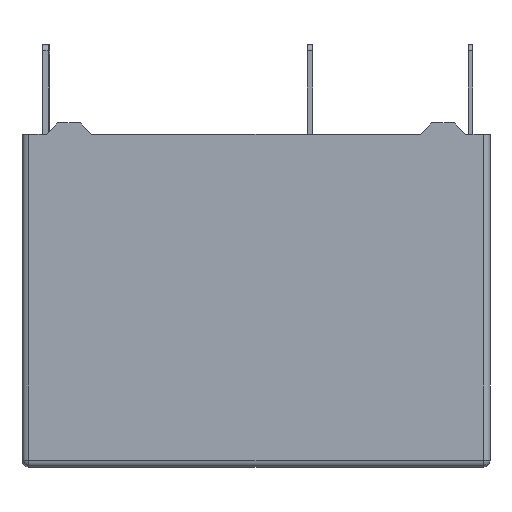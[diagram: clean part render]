
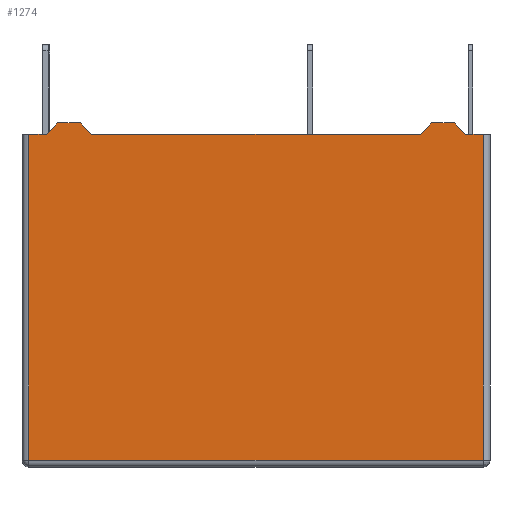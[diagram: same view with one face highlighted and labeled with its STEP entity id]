
A CAD part, front view. The second image highlights one B-rep face of the part: STEP entity #1274.
In plain terms, the highlighted free-form (B-spline) face has degree [1, 1] with [2, 2] control points.
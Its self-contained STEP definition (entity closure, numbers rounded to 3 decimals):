
#1274 = ADVANCED_FACE('',(#1275),#1373,.T.);
#1275 = FACE_BOUND('',#1276,.T.);
#1276 = EDGE_LOOP('',(#1277,#1287,#1295,#1303,#1311,#1319,#1327,#1335,
    #1343,#1351,#1359,#1367));
#1277 = ORIENTED_EDGE('',*,*,#1278,.T.);
#1278 = EDGE_CURVE('',#1279,#1281,#1283,.T.);
#1279 = VERTEX_POINT('',#1280);
#1280 = CARTESIAN_POINT('',(-0.7,-1.1,0.));
#1281 = VERTEX_POINT('',#1282);
#1282 = CARTESIAN_POINT('',(-0.7,-1.1,-14.2));
#1283 = LINE('',#1284,#1285);
#1284 = CARTESIAN_POINT('',(-0.7,-1.1,0.));
#1285 = VECTOR('',#1286,1.);
#1286 = DIRECTION('',(0.,0.,-1.));
#1287 = ORIENTED_EDGE('',*,*,#1288,.T.);
#1288 = EDGE_CURVE('',#1281,#1289,#1291,.T.);
#1289 = VERTEX_POINT('',#1290);
#1290 = CARTESIAN_POINT('',(19.1,-1.1,-14.2));
#1291 = LINE('',#1292,#1293);
#1292 = CARTESIAN_POINT('',(-0.7,-1.1,-14.2));
#1293 = VECTOR('',#1294,1.);
#1294 = DIRECTION('',(1.,0.,0.));
#1295 = ORIENTED_EDGE('',*,*,#1296,.T.);
#1296 = EDGE_CURVE('',#1289,#1297,#1299,.T.);
#1297 = VERTEX_POINT('',#1298);
#1298 = CARTESIAN_POINT('',(19.1,-1.1,0.));
#1299 = LINE('',#1300,#1301);
#1300 = CARTESIAN_POINT('',(19.1,-1.1,-14.2));
#1301 = VECTOR('',#1302,1.);
#1302 = DIRECTION('',(0.,0.,1.));
#1303 = ORIENTED_EDGE('',*,*,#1304,.T.);
#1304 = EDGE_CURVE('',#1297,#1305,#1307,.T.);
#1305 = VERTEX_POINT('',#1306);
#1306 = CARTESIAN_POINT('',(18.35,-1.1,0.));
#1307 = LINE('',#1308,#1309);
#1308 = CARTESIAN_POINT('',(19.1,-1.1,0.));
#1309 = VECTOR('',#1310,1.);
#1310 = DIRECTION('',(-1.,0.,0.));
#1311 = ORIENTED_EDGE('',*,*,#1312,.T.);
#1312 = EDGE_CURVE('',#1305,#1313,#1315,.T.);
#1313 = VERTEX_POINT('',#1314);
#1314 = CARTESIAN_POINT('',(17.85,-1.1,0.5));
#1315 = LINE('',#1316,#1317);
#1316 = CARTESIAN_POINT('',(18.35,-1.1,0.));
#1317 = VECTOR('',#1318,1.);
#1318 = DIRECTION('',(-0.707,0.,0.707));
#1319 = ORIENTED_EDGE('',*,*,#1320,.T.);
#1320 = EDGE_CURVE('',#1313,#1321,#1323,.T.);
#1321 = VERTEX_POINT('',#1322);
#1322 = CARTESIAN_POINT('',(16.85,-1.1,0.5));
#1323 = LINE('',#1324,#1325);
#1324 = CARTESIAN_POINT('',(17.85,-1.1,0.5));
#1325 = VECTOR('',#1326,1.);
#1326 = DIRECTION('',(-1.,0.,0.));
#1327 = ORIENTED_EDGE('',*,*,#1328,.T.);
#1328 = EDGE_CURVE('',#1321,#1329,#1331,.T.);
#1329 = VERTEX_POINT('',#1330);
#1330 = CARTESIAN_POINT('',(16.35,-1.1,0.));
#1331 = LINE('',#1332,#1333);
#1332 = CARTESIAN_POINT('',(16.85,-1.1,0.5));
#1333 = VECTOR('',#1334,1.);
#1334 = DIRECTION('',(-0.707,0.,-0.707));
#1335 = ORIENTED_EDGE('',*,*,#1336,.T.);
#1336 = EDGE_CURVE('',#1329,#1337,#1339,.T.);
#1337 = VERTEX_POINT('',#1338);
#1338 = CARTESIAN_POINT('',(2.05,-1.1,0.));
#1339 = LINE('',#1340,#1341);
#1340 = CARTESIAN_POINT('',(16.35,-1.1,0.));
#1341 = VECTOR('',#1342,1.);
#1342 = DIRECTION('',(-1.,0.,0.));
#1343 = ORIENTED_EDGE('',*,*,#1344,.T.);
#1344 = EDGE_CURVE('',#1337,#1345,#1347,.T.);
#1345 = VERTEX_POINT('',#1346);
#1346 = CARTESIAN_POINT('',(1.55,-1.1,0.5));
#1347 = LINE('',#1348,#1349);
#1348 = CARTESIAN_POINT('',(2.05,-1.1,0.));
#1349 = VECTOR('',#1350,1.);
#1350 = DIRECTION('',(-0.707,0.,0.707));
#1351 = ORIENTED_EDGE('',*,*,#1352,.T.);
#1352 = EDGE_CURVE('',#1345,#1353,#1355,.T.);
#1353 = VERTEX_POINT('',#1354);
#1354 = CARTESIAN_POINT('',(0.55,-1.1,0.5));
#1355 = LINE('',#1356,#1357);
#1356 = CARTESIAN_POINT('',(1.55,-1.1,0.5));
#1357 = VECTOR('',#1358,1.);
#1358 = DIRECTION('',(-1.,0.,0.));
#1359 = ORIENTED_EDGE('',*,*,#1360,.T.);
#1360 = EDGE_CURVE('',#1353,#1361,#1363,.T.);
#1361 = VERTEX_POINT('',#1362);
#1362 = CARTESIAN_POINT('',(0.05,-1.1,0.)
  );
#1363 = LINE('',#1364,#1365);
#1364 = CARTESIAN_POINT('',(0.55,-1.1,0.5));
#1365 = VECTOR('',#1366,1.);
#1366 = DIRECTION('',(-0.707,0.,-0.707));
#1367 = ORIENTED_EDGE('',*,*,#1368,.T.);
#1368 = EDGE_CURVE('',#1361,#1279,#1369,.T.);
#1369 = LINE('',#1370,#1371);
#1370 = CARTESIAN_POINT('',(0.05,-1.1,0.));
#1371 = VECTOR('',#1372,1.);
#1372 = DIRECTION('',(-1.,0.,0.));
#1373 = B_SPLINE_SURFACE_WITH_KNOTS('',1,1,(
    (#1374,#1375)
    ,(#1376,#1377
    )),.UNSPECIFIED.,.F.,.F.,.F.,(2,2),(2,2),(-0.096,20.496),(-14.494,
    0.794),.PIECEWISE_BEZIER_KNOTS.);
#1374 = CARTESIAN_POINT('',(-1.096,-1.1,-14.494));
#1375 = CARTESIAN_POINT('',(-1.096,-1.1,0.794));
#1376 = CARTESIAN_POINT('',(19.496,-1.1,-14.494));
#1377 = CARTESIAN_POINT('',(19.496,-1.1,0.794));
